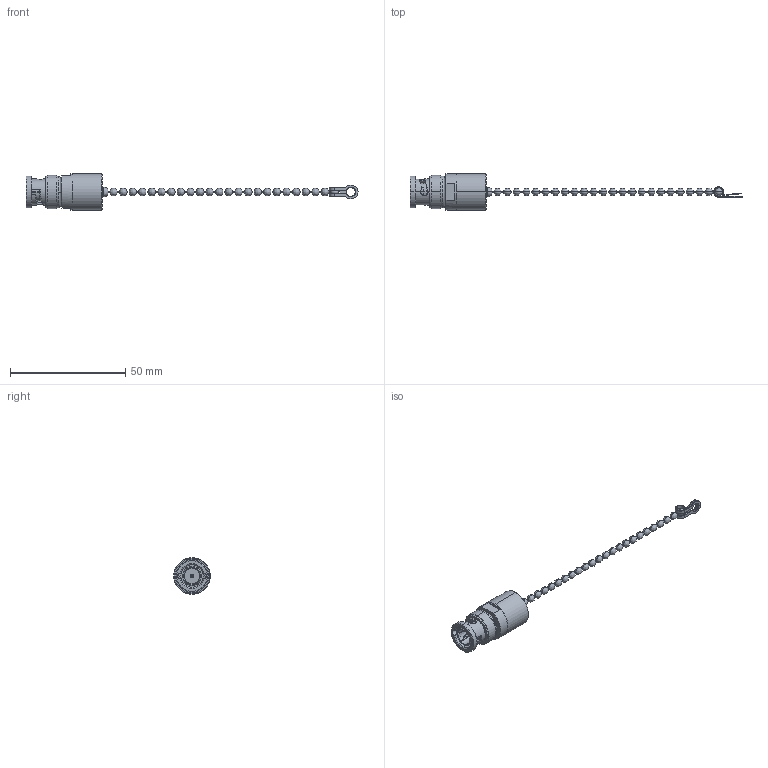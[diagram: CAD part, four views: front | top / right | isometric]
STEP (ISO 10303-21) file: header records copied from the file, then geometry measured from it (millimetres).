
FILE_DESCRIPTION (( 'STEP AP214' ), '1' );
FILE_NAME ('FMTR1190C_3D.step', '2025-07-21T19:27:02', ( '' ), ( '' ), 'SwSTEP 2.0', 'SolidWorks 2022', '' );
FILE_SCHEMA (( 'AUTOMOTIVE_DESIGN' ));
Length unit declared in the file: inch
Products named in the file (4): F3800-4; BNC3987-0012; N88NY-3-1; FMTR1190C_3D
Assembly tree (3 placements, depth 2):
  FMTR1190C_3D
    BNC3987-0012
    F3800-4
    N88NY-3-1
Bounding box: 143.9 x 15.8 x 15.8 mm (x, y, z)
Volume: 5301.9 mm3; surface area: 3911 mm2
Topology: 3 solids, 4 shells, 303 faces, 727 edges, 434 vertices
Faces by surface type: cylinder 121, plane 71, bspline 70, cone 37, torus 4
Entity records: 10135 total; most frequent: CARTESIAN_POINT 3112, DIRECTION 1501, ORIENTED_EDGE 1446, EDGE_CURVE 723, AXIS2_PLACEMENT_3D 635, VERTEX_POINT 434, CIRCLE 396, EDGE_LOOP 317
